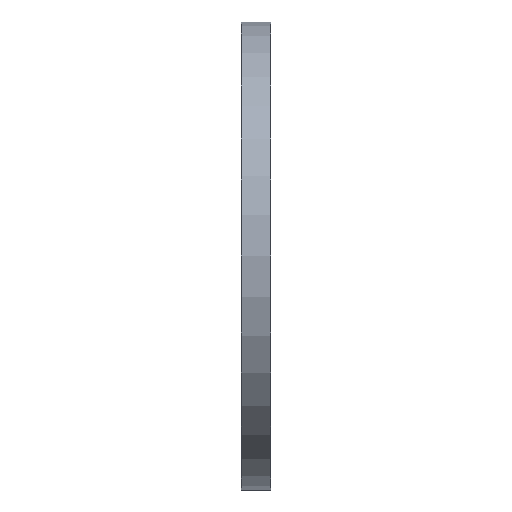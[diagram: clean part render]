
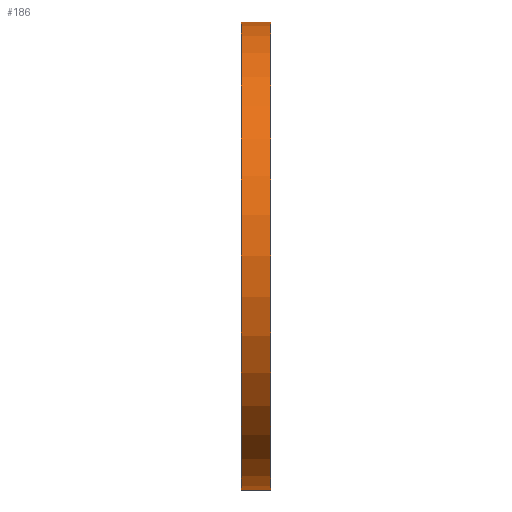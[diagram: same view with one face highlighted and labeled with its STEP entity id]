
A CAD part, left-side view. The second image highlights one B-rep face of the part: STEP entity #186.
In plain terms, the highlighted cylindrical face has radius 39.5 mm (diameter 79 mm), a partial arc.
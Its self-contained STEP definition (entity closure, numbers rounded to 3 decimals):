
#186 = ADVANCED_FACE ( 'NONE', ( #10944 ), #7720, .T. ) ;
#1355 = VECTOR ( 'NONE', #10053, 1000. ) ;
#1667 = AXIS2_PLACEMENT_3D ( 'NONE', #10681, #5068, #4352 ) ;
#1825 = CARTESIAN_POINT ( 'NONE',  ( 0., 0., 39.5 ) ) ;
#1918 = DIRECTION ( 'NONE',  ( 0., 1., 0. ) ) ;
#1928 = VECTOR ( 'NONE', #9256, 1000. ) ;
#2062 = CIRCLE ( 'NONE', #10866, 39.5 ) ;
#2128 = EDGE_CURVE ( 'NONE', #4596, #12035, #7333, .T. ) ;
#2841 = ORIENTED_EDGE ( 'NONE', *, *, #11141, .F. ) ;
#2874 = DIRECTION ( 'NONE',  ( 0., 1., 0. ) ) ;
#4352 = DIRECTION ( 'NONE',  ( 0., 0., -1. ) ) ;
#4596 = VERTEX_POINT ( 'NONE', #7295 ) ;
#5068 = DIRECTION ( 'NONE',  ( 0., -1., 0. ) ) ;
#5579 = EDGE_LOOP ( 'NONE', ( #2841, #8791, #8855, #11072 ) ) ;
#5605 = DIRECTION ( 'NONE',  ( 0., 0., 1. ) ) ;
#6746 = AXIS2_PLACEMENT_3D ( 'NONE', #10423, #1918, #5605 ) ;
#6852 = CARTESIAN_POINT ( 'NONE',  ( 0., 5., 39.5 ) ) ;
#6971 = LINE ( 'NONE', #8170, #1355 ) ;
#7295 = CARTESIAN_POINT ( 'NONE',  ( 0., 0., -39.5 ) ) ;
#7333 = CIRCLE ( 'NONE', #6746, 39.5 ) ;
#7720 = CYLINDRICAL_SURFACE ( 'NONE', #1667, 39.5 ) ;
#7721 = CARTESIAN_POINT ( 'NONE',  ( 0., 5., -39.5 ) ) ;
#8170 = CARTESIAN_POINT ( 'NONE',  ( 0., 5., -39.5 ) ) ;
#8589 = EDGE_CURVE ( 'NONE', #12145, #8756, #2062, .T. ) ;
#8756 = VERTEX_POINT ( 'NONE', #6852 ) ;
#8791 = ORIENTED_EDGE ( 'NONE', *, *, #8589, .F. ) ;
#8855 = ORIENTED_EDGE ( 'NONE', *, *, #10690, .T. ) ;
#9256 = DIRECTION ( 'NONE',  ( 0., -1., 0. ) ) ;
#9425 = CARTESIAN_POINT ( 'NONE',  ( 0., 5., 0. ) ) ;
#10053 = DIRECTION ( 'NONE',  ( 0., -1., 0. ) ) ;
#10423 = CARTESIAN_POINT ( 'NONE',  ( 0., 0., 0. ) ) ;
#10681 = CARTESIAN_POINT ( 'NONE',  ( 0., 5., 0. ) ) ;
#10690 = EDGE_CURVE ( 'NONE', #12145, #4596, #6971, .T. ) ;
#10866 = AXIS2_PLACEMENT_3D ( 'NONE', #9425, #2874, #11325 ) ;
#10944 = FACE_OUTER_BOUND ( 'NONE', #5579, .T. ) ;
#11072 = ORIENTED_EDGE ( 'NONE', *, *, #2128, .T. ) ;
#11141 = EDGE_CURVE ( 'NONE', #8756, #12035, #11930, .T. ) ;
#11325 = DIRECTION ( 'NONE',  ( 0., 0., 1. ) ) ;
#11930 = LINE ( 'NONE', #12116, #1928 ) ;
#12035 = VERTEX_POINT ( 'NONE', #1825 ) ;
#12116 = CARTESIAN_POINT ( 'NONE',  ( 0., 5., 39.5 ) ) ;
#12145 = VERTEX_POINT ( 'NONE', #7721 ) ;
